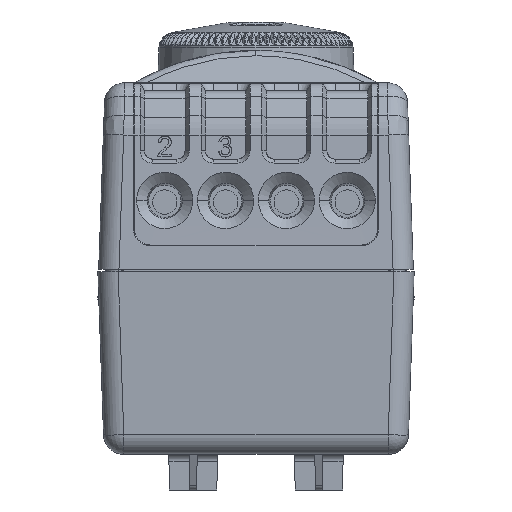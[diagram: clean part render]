
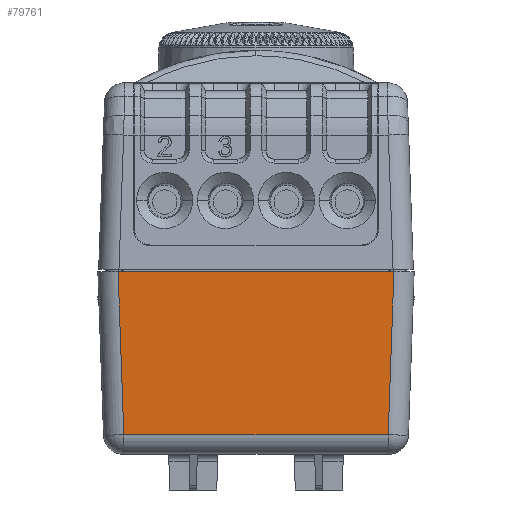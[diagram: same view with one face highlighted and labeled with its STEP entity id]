
A CAD part, front view. The second image highlights one B-rep face of the part: STEP entity #79761.
In plain terms, the highlighted face is planar.
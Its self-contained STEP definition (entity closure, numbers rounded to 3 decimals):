
#55144=CARTESIAN_POINT('',(-17.002,-28.,-11.25));
#55155=DIRECTION('',(1.,0.,0.));
#55156=VECTOR('',#55155,34.003);
#55157=CARTESIAN_POINT('',(-17.002,-28.,-11.25));
#55158=LINE('',#55157,#55156);
#55168=CARTESIAN_POINT('',(17.002,-28.,-11.25));
#64858=DIRECTION('',(1.,0.,0.));
#64859=VECTOR('',#64858,32.6);
#64860=CARTESIAN_POINT('',(-16.3,-27.299,
8.837));
#64861=LINE('',#64860,#64859);
#64865=DIRECTION('',(0.035,-0.035,-0.999));
#64866=VECTOR('',#64865,20.112);
#64867=CARTESIAN_POINT('',(16.3,-27.299,
8.837));
#64868=LINE('',#64867,#64866);
#64872=DIRECTION('',(-0.035,-0.035,-0.999));
#64873=VECTOR('',#64872,20.112);
#64874=CARTESIAN_POINT('',(-16.3,-27.299,
8.837));
#64875=LINE('',#64874,#64873);
#71061=VERTEX_POINT('',#55144);
#71064=VERTEX_POINT('',#55168);
#71082=CARTESIAN_POINT('',(-16.3,-27.299,
8.837));
#71084=VERTEX_POINT('',#71082);
#71089=CARTESIAN_POINT('',(16.3,-27.299,
8.837));
#71090=VERTEX_POINT('',#71089);
#79750=CARTESIAN_POINT('',(-21.4,-28.,-11.25));
#79751=DIRECTION('',(0.,-0.999,0.035));
#79752=DIRECTION('',(-1.,0.,0.));
#79753=AXIS2_PLACEMENT_3D('',#79750,#79751,#79752);
#79754=PLANE('',#79753);
#79755=ORIENTED_EDGE('',*,*,#79719,.T.);
#79756=ORIENTED_EDGE('',*,*,#79745,.T.);
#79757=ORIENTED_EDGE('',*,*,#72580,.F.);
#79758=ORIENTED_EDGE('',*,*,#72630,.F.);
#79759=EDGE_LOOP('',(#79755,#79756,#79757,#79758));
#79760=FACE_OUTER_BOUND('',#79759,.F.);
#72580=EDGE_CURVE('',#71061,#71064,#55158,.T.);
#72630=EDGE_CURVE('',#71084,#71061,#64875,.T.);
#79719=EDGE_CURVE('',#71084,#71090,#64861,.T.);
#79745=EDGE_CURVE('',#71090,#71064,#64868,.T.);
#79761=ADVANCED_FACE('',(#79760),#79754,.T.);
